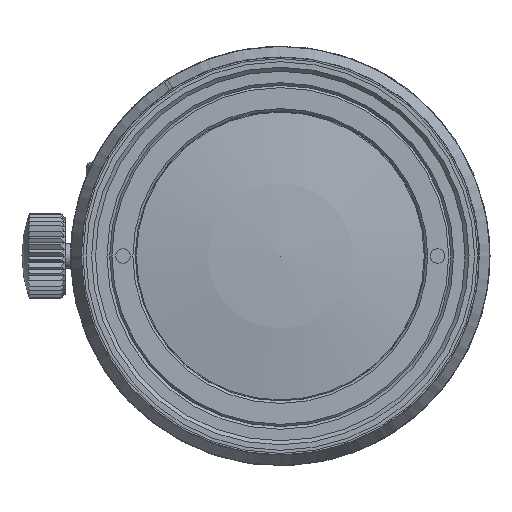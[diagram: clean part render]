
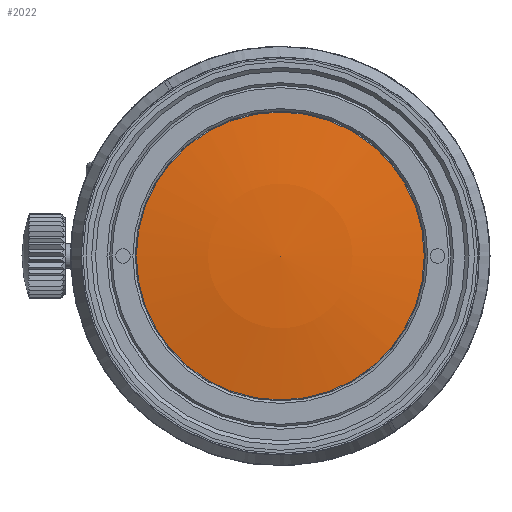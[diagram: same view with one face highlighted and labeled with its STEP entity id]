
A CAD part, left-side view. The second image highlights one B-rep face of the part: STEP entity #2022.
In plain terms, the highlighted spherical face has radius 68.665 mm.
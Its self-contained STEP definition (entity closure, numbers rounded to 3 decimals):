
#120=SPHERICAL_SURFACE('',#12724,68.665);
#123=VERTEX_LOOP('',#8439);
#1495=FACE_BOUND('',#123,.T.);
#1496=FACE_BOUND('',#3362,.T.);
#2022=ADVANCED_FACE('',(#1495,#1496),#120,.T.);
#3362=EDGE_LOOP('',(#5791));
#4091=CIRCLE('',#12722,11.67);
#5791=ORIENTED_EDGE('',*,*,#10141,.F.);
#8438=VERTEX_POINT('',#18616);
#8439=VERTEX_POINT('',#18618);
#10141=EDGE_CURVE('',#8438,#8438,#4091,.T.);
#12722=AXIS2_PLACEMENT_3D('',#18615,#14690,#14691);
#12724=AXIS2_PLACEMENT_3D('',#18619,#14694,#14695);
#14690=DIRECTION('',(1.,0.,0.));
#14691=DIRECTION('',(0.,0.,-1.));
#14694=DIRECTION('',(-1.,0.,0.));
#14695=DIRECTION('',(0.,1.,0.));
#18615=CARTESIAN_POINT('',(-54.926,0.,0.));
#18616=CARTESIAN_POINT('',(-54.926,0.,-11.67));
#18618=CARTESIAN_POINT('',(-55.925,0.,0.));
#18619=CARTESIAN_POINT('',(12.74,0.,0.));
